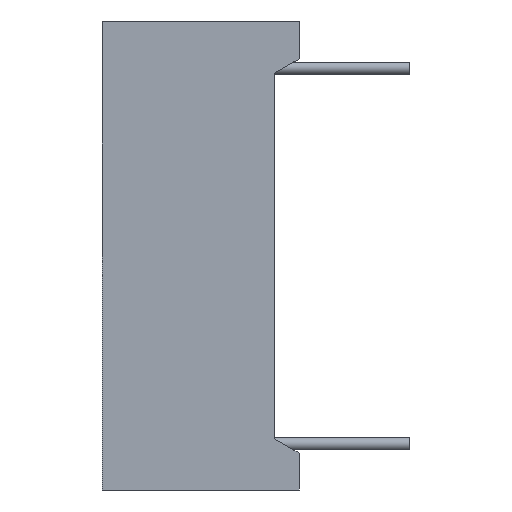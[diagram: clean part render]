
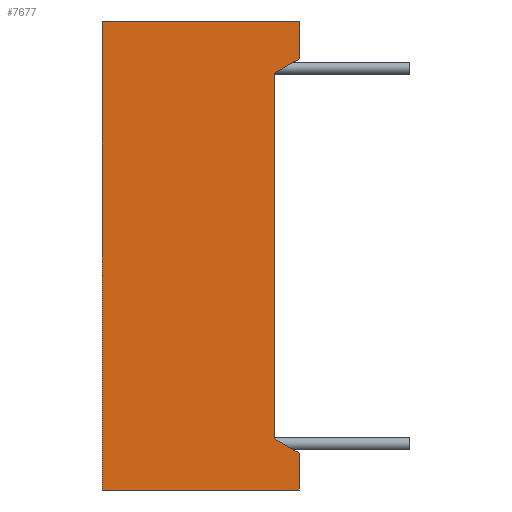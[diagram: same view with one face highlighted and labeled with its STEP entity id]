
A CAD part, left-side view. The second image highlights one B-rep face of the part: STEP entity #7677.
In plain terms, the highlighted planar face has unit normal (-1, 0, 0).
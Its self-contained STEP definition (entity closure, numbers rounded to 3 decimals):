
#5704 = CARTESIAN_POINT ( 'NONE',  ( -25.2, -8., 9.5 ) ) ;
#5787 = DIRECTION ( 'NONE',  ( 0., 0., 1. ) ) ;
#5788 = VECTOR ( 'NONE', #5787, 1000. ) ;
#5789 = CARTESIAN_POINT ( 'NONE',  ( -25.2, -8., -9.5 ) ) ;
#5790 = LINE ( 'NONE', #5789, #5788 ) ;
#5923 = CARTESIAN_POINT ( 'NONE',  ( -25.2, -8., 8. ) ) ;
#6020 = DIRECTION ( 'NONE',  ( 0., 0., 1. ) ) ;
#6021 = VECTOR ( 'NONE', #6020, 1000. ) ;
#6022 = CARTESIAN_POINT ( 'NONE',  ( -25.2, -8., -9.5 ) ) ;
#6023 = LINE ( 'NONE', #6022, #6021 ) ;
#6050 = CARTESIAN_POINT ( 'NONE',  ( -25.2, -8., -9.5 ) ) ;
#6086 = CARTESIAN_POINT ( 'NONE',  ( -25.2, 0., -9.5 ) ) ;
#6141 = CARTESIAN_POINT ( 'NONE',  ( -25.2, -8., -8. ) ) ;
#6152 = DIRECTION ( 'NONE',  ( 0., 1., 0. ) ) ;
#6153 = VECTOR ( 'NONE', #6152, 1000. ) ;
#6154 = CARTESIAN_POINT ( 'NONE',  ( -25.2, -8., -9.5 ) ) ;
#6155 = LINE ( 'NONE', #6154, #6153 ) ;
#6200 = DIRECTION ( 'NONE',  ( 0., -0.866, 0.5 ) ) ;
#6201 = VECTOR ( 'NONE', #6200, 1000. ) ;
#6202 = CARTESIAN_POINT ( 'NONE',  ( -25.2, -8., 8. ) ) ;
#6203 = LINE ( 'NONE', #6202, #6201 ) ;
#6219 = CARTESIAN_POINT ( 'NONE',  ( -25.2, -7., 7.423 ) ) ;
#6220 = DIRECTION ( 'NONE',  ( 0., 0., 1. ) ) ;
#6221 = DIRECTION ( 'NONE',  ( -1., 0., 0. ) ) ;
#6222 = CARTESIAN_POINT ( 'NONE',  ( -25.2, -8., -9.5 ) ) ;
#6223 = AXIS2_PLACEMENT_3D ( 'NONE', #6222, #6221, #6220 ) ;
#6224 = PLANE ( 'NONE',  #6223 ) ;
#6230 = FACE_OUTER_BOUND ( 'NONE', #7648, .T. ) ;
#6249 = DIRECTION ( 'NONE',  ( 0., 0., 1. ) ) ;
#6250 = VECTOR ( 'NONE', #6249, 1000. ) ;
#6251 = CARTESIAN_POINT ( 'NONE',  ( -25.2, -7., 7.423 ) ) ;
#6252 = LINE ( 'NONE', #6251, #6250 ) ;
#6253 = DIRECTION ( 'NONE',  ( 0., 0.866, 0.5 ) ) ;
#6254 = VECTOR ( 'NONE', #6253, 1000. ) ;
#6255 = CARTESIAN_POINT ( 'NONE',  ( -25.2, -8., -8. ) ) ;
#6256 = LINE ( 'NONE', #6255, #6254 ) ;
#6299 = DIRECTION ( 'NONE',  ( 0., 0., 1. ) ) ;
#6300 = VECTOR ( 'NONE', #6299, 1000. ) ;
#6301 = CARTESIAN_POINT ( 'NONE',  ( -25.2, 0., -9.5 ) ) ;
#6302 = LINE ( 'NONE', #6301, #6300 ) ;
#6303 = DIRECTION ( 'NONE',  ( 0., 1., 0. ) ) ;
#6304 = VECTOR ( 'NONE', #6303, 1000. ) ;
#6305 = CARTESIAN_POINT ( 'NONE',  ( -25.2, -8., 9.5 ) ) ;
#6306 = LINE ( 'NONE', #6305, #6304 ) ;
#6327 = CARTESIAN_POINT ( 'NONE',  ( -25.2, -7., -7.423 ) ) ;
#6328 = CARTESIAN_POINT ( 'NONE',  ( -25.2, 0., 9.5 ) ) ;
#7423 = VERTEX_POINT ( 'NONE', #5704 ) ;
#7479 = EDGE_CURVE ( 'NONE', #7550, #7423, #5790, .T. ) ;
#7550 = VERTEX_POINT ( 'NONE', #5923 ) ;
#7582 = EDGE_CURVE ( 'NONE', #7601, #7639, #6023, .T. ) ;
#7601 = VERTEX_POINT ( 'NONE', #6050 ) ;
#7623 = VERTEX_POINT ( 'NONE', #6086 ) ;
#7639 = VERTEX_POINT ( 'NONE', #6141 ) ;
#7645 = EDGE_CURVE ( 'NONE', #7601, #7623, #6155, .T. ) ;
#7648 = EDGE_LOOP ( 'NONE', ( #7655, #7727, #7697, #7698, #7704, #7731, #7695, #7699 ) ) ;
#7655 = ORIENTED_EDGE ( 'NONE', *, *, #7656, .T. ) ;
#7656 = EDGE_CURVE ( 'NONE', #7678, #7550, #6203, .T. ) ;
#7677 = ADVANCED_FACE ( 'NONE', ( #6230 ), #6224, .T. ) ;
#7678 = VERTEX_POINT ( 'NONE', #6219 ) ;
#7695 = ORIENTED_EDGE ( 'NONE', *, *, #7696, .T. ) ;
#7696 = EDGE_CURVE ( 'NONE', #7639, #7732, #6256, .T. ) ;
#7697 = ORIENTED_EDGE ( 'NONE', *, *, #7702, .T. ) ;
#7698 = ORIENTED_EDGE ( 'NONE', *, *, #7703, .F. ) ;
#7699 = ORIENTED_EDGE ( 'NONE', *, *, #7700, .T. ) ;
#7700 = EDGE_CURVE ( 'NONE', #7732, #7678, #6252, .T. ) ;
#7702 = EDGE_CURVE ( 'NONE', #7423, #7729, #6306, .T. ) ;
#7703 = EDGE_CURVE ( 'NONE', #7623, #7729, #6302, .T. ) ;
#7704 = ORIENTED_EDGE ( 'NONE', *, *, #7645, .F. ) ;
#7727 = ORIENTED_EDGE ( 'NONE', *, *, #7479, .T. ) ;
#7729 = VERTEX_POINT ( 'NONE', #6328 ) ;
#7731 = ORIENTED_EDGE ( 'NONE', *, *, #7582, .T. ) ;
#7732 = VERTEX_POINT ( 'NONE', #6327 ) ;
